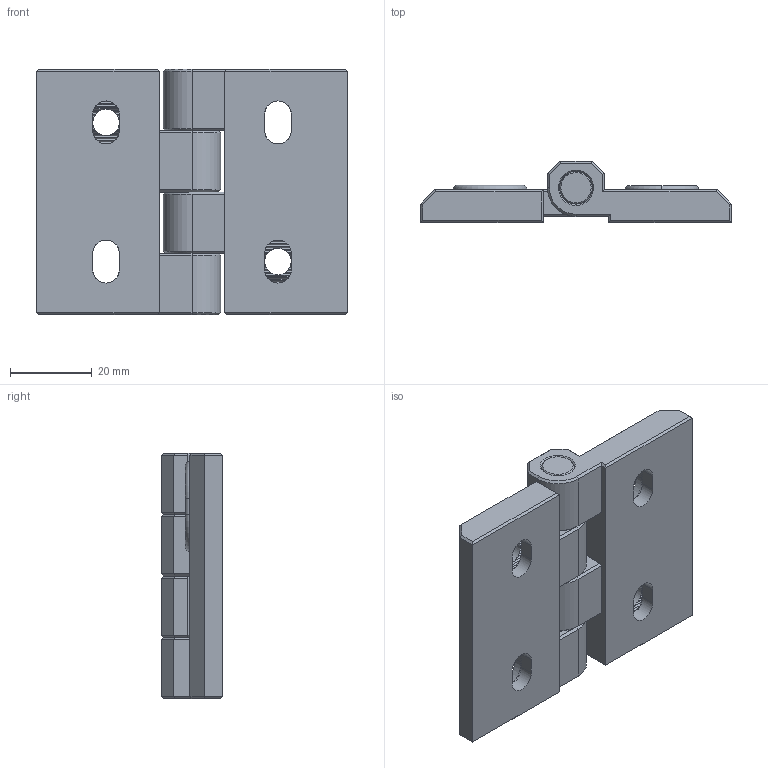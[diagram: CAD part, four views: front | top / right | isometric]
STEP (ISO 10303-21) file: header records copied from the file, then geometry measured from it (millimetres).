
FILE_DESCRIPTION (( 'STEP AP214' ), '1' );
FILE_NAME ('095015.STEP', '2014-08-14T12:41:06', ( '' ), ( '' ), 'SwSTEP 2.0', 'SolidWorks 2014', '' );
FILE_SCHEMA (( 'AUTOMOTIVE_DESIGN' ));
Length unit declared in the file: millimetre
Products named in the file (4): 095015; 095014-L; scheibe-9-6; achse_8-60
Assembly tree (5 placements, depth 2):
  095015
    095014-L  x2
    achse_8-60
    scheibe-9-6  x2
Bounding box: 76 x 15 x 60 mm (x, y, z)
Volume: 35646.2 mm3; surface area: 18731.2 mm2
Topology: 5 solids, 5 shells, 674 faces, 1860 edges, 1200 vertices
Faces by surface type: plane 588, cylinder 48, cone 32, torus 6
Entity records: 13670 total; most frequent: CARTESIAN_POINT 2838, ORIENTED_EDGE 1874, DIRECTION 1380, EDGE_CURVE 937, VERTEX_POINT 604, VECTOR 560, LINE 560, AXIS2_PLACEMENT_3D 410
